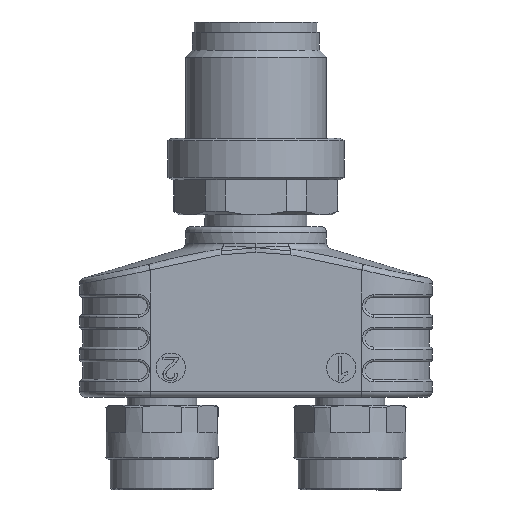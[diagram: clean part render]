
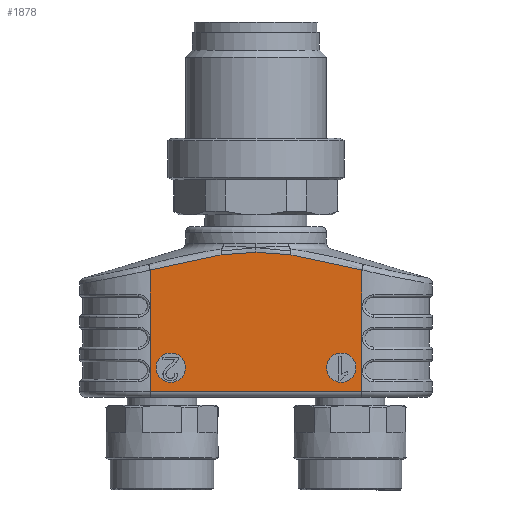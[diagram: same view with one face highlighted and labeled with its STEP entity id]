
A CAD part, front view. The second image highlights one B-rep face of the part: STEP entity #1878.
In plain terms, the highlighted planar face has unit normal (0, -1, 0).
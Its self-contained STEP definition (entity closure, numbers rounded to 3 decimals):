
#311=FACE_BOUND('',#2875,.T.);
#312=FACE_BOUND('',#2876,.T.);
#313=FACE_BOUND('',#2877,.T.);
#515=PLANE('',#7795);
#814=LINE('',#15464,#1168);
#815=LINE('',#15466,#1169);
#816=LINE('',#15468,#1170);
#1168=VECTOR('',#9405,1.);
#1169=VECTOR('',#9406,1.);
#1170=VECTOR('',#9407,1.);
#1452=CIRCLE('',#7791,1.25);
#1453=CIRCLE('',#7793,1.25);
#1878=ADVANCED_FACE('',(#311,#312,#313),#515,.T.);
#2875=EDGE_LOOP('',(#4757));
#2876=EDGE_LOOP('',(#4758));
#2877=EDGE_LOOP('',(#4759,#4760,#4761,#4762,#4763,#4764,#4765));
#4757=ORIENTED_EDGE('',*,*,#6645,.F.);
#4758=ORIENTED_EDGE('',*,*,#6644,.F.);
#4759=ORIENTED_EDGE('',*,*,#6652,.T.);
#4760=ORIENTED_EDGE('',*,*,#6653,.T.);
#4761=ORIENTED_EDGE('',*,*,#6654,.T.);
#4762=ORIENTED_EDGE('',*,*,#6655,.T.);
#4763=ORIENTED_EDGE('',*,*,#6656,.F.);
#4764=ORIENTED_EDGE('',*,*,#6657,.T.);
#4765=ORIENTED_EDGE('',*,*,#6647,.T.);
#5656=VERTEX_POINT('',#15168);
#5657=VERTEX_POINT('',#15171);
#5658=VERTEX_POINT('',#15181);
#5660=VERTEX_POINT('',#15187);
#5663=VERTEX_POINT('',#15342);
#5664=VERTEX_POINT('',#15463);
#5665=VERTEX_POINT('',#15465);
#5666=VERTEX_POINT('',#15467);
#5667=VERTEX_POINT('',#15469);
#6644=EDGE_CURVE('',#5656,#5656,#1452,.T.);
#6645=EDGE_CURVE('',#5657,#5657,#1453,.T.);
#6647=EDGE_CURVE('',#5660,#5658,#7158,.T.);
#6652=EDGE_CURVE('',#5658,#5663,#7163,.T.);
#6653=EDGE_CURVE('',#5663,#5664,#7164,.T.);
#6654=EDGE_CURVE('',#5664,#5665,#814,.T.);
#6655=EDGE_CURVE('',#5665,#5666,#815,.T.);
#6656=EDGE_CURVE('',#5667,#5666,#816,.T.);
#6657=EDGE_CURVE('',#5667,#5660,#7165,.T.);
#7158=B_SPLINE_CURVE_WITH_KNOTS('',3,(#15183,#15184,#15185,#15186),
 .UNSPECIFIED.,.F.,.F.,(4,4),(0.,1.),.UNSPECIFIED.);
#7163=B_SPLINE_CURVE_WITH_KNOTS('',3,(#15343,#15344,#15345,#15346),
 .UNSPECIFIED.,.F.,.F.,(4,4),(0.,1.),.UNSPECIFIED.);
#7164=B_SPLINE_CURVE_WITH_KNOTS('',3,(#15459,#15460,#15461,#15462),
 .UNSPECIFIED.,.F.,.F.,(4,4),(0.,1.),.UNSPECIFIED.);
#7165=B_SPLINE_CURVE_WITH_KNOTS('',3,(#15470,#15471,#15472,#15473),
 .UNSPECIFIED.,.F.,.F.,(4,4),(0.,1.),.UNSPECIFIED.);
#7791=AXIS2_PLACEMENT_3D('',#15167,#9397,#9398);
#7793=AXIS2_PLACEMENT_3D('',#15170,#9401,#9402);
#7795=AXIS2_PLACEMENT_3D('',#15474,#9408,#9409);
#9397=DIRECTION('',(0.,-1.,0.));
#9398=DIRECTION('',(-1.,0.,0.));
#9401=DIRECTION('',(0.,-1.,0.));
#9402=DIRECTION('',(-1.,0.,0.));
#9405=DIRECTION('',(0.,0.,-1.));
#9406=DIRECTION('',(1.,0.,0.));
#9407=DIRECTION('',(0.,0.,-1.));
#9408=DIRECTION('',(0.,-1.,0.));
#9409=DIRECTION('',(0.,0.,-1.));
#15167=CARTESIAN_POINT('',(57.75,49.5,2.5));
#15168=CARTESIAN_POINT('',(56.5,49.5,2.5));
#15170=CARTESIAN_POINT('',(72.25,49.5,2.5));
#15171=CARTESIAN_POINT('',(71.,49.5,2.5));
#15181=CARTESIAN_POINT('',(65.,49.5,12.315));
#15183=CARTESIAN_POINT('',(67.889,49.5,12.114));
#15184=CARTESIAN_POINT('',(66.929,49.5,12.248));
#15185=CARTESIAN_POINT('',(65.966,49.5,12.315));
#15186=CARTESIAN_POINT('',(65.,49.5,12.315));
#15187=CARTESIAN_POINT('',(67.889,49.5,12.114));
#15342=CARTESIAN_POINT('',(62.111,49.5,12.114));
#15343=CARTESIAN_POINT('',(65.,49.5,12.315));
#15344=CARTESIAN_POINT('',(64.034,49.5,12.315));
#15345=CARTESIAN_POINT('',(63.071,49.5,12.248));
#15346=CARTESIAN_POINT('',(62.111,49.5,12.114));
#15459=CARTESIAN_POINT('',(62.111,49.5,12.114));
#15460=CARTESIAN_POINT('',(60.049,49.5,11.827));
#15461=CARTESIAN_POINT('',(58.023,49.5,11.332));
#15462=CARTESIAN_POINT('',(56.,49.5,10.814));
#15463=CARTESIAN_POINT('',(56.,49.5,10.814));
#15464=CARTESIAN_POINT('',(56.,49.5,12.7));
#15465=CARTESIAN_POINT('',(56.,49.5,0.5));
#15466=CARTESIAN_POINT('',(74.,49.5,0.5));
#15467=CARTESIAN_POINT('',(74.,49.5,0.5));
#15468=CARTESIAN_POINT('',(74.,49.5,12.7));
#15469=CARTESIAN_POINT('',(74.,49.5,10.814));
#15470=CARTESIAN_POINT('',(74.,49.5,10.814));
#15471=CARTESIAN_POINT('',(71.977,49.5,11.332));
#15472=CARTESIAN_POINT('',(69.951,49.5,11.827));
#15473=CARTESIAN_POINT('',(67.889,49.5,12.114));
#15474=CARTESIAN_POINT('',(74.,49.5,12.7));
